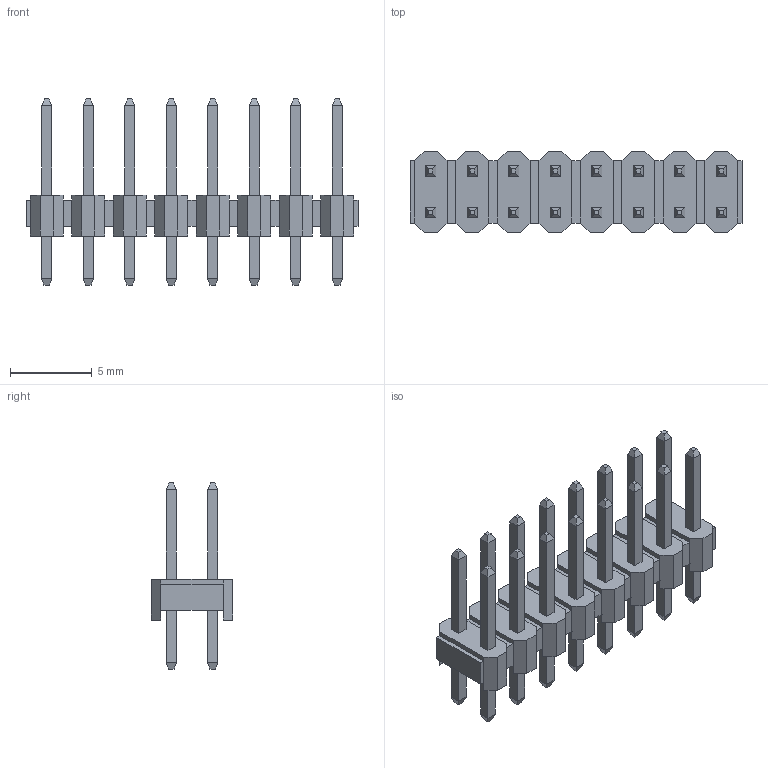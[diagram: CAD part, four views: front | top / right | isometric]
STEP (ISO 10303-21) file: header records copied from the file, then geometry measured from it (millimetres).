
FILE_DESCRIPTION (( 'STEP AP214' ), '1' );
FILE_NAME ('User Library-PLD-xx.STEP', '2017-11-30T13:25:47', ( '' ), ( '' ), 'SwSTEP 2.0', 'SolidWorks 2017', '' );
FILE_SCHEMA (( 'AUTOMOTIVE_DESIGN' ));
Length unit declared in the file: millimetre
Products named in the file (1): User Library-PLD-xx
Bounding box: 20.32 x 5 x 11.4 mm (x, y, z)
Volume: 235.2 mm3; surface area: 718.8 mm2
Topology: 1 solids, 2 shells, 428 faces, 984 edges, 592 vertices
Faces by surface type: plane 428
Entity records: 16312 total; most frequent: CARTESIAN_POINT 2005, ORIENTED_EDGE 1968, DIRECTION 1842, VECTOR 984, LINE 984, EDGE_CURVE 984, VERTEX_POINT 592, EDGE_LOOP 460
